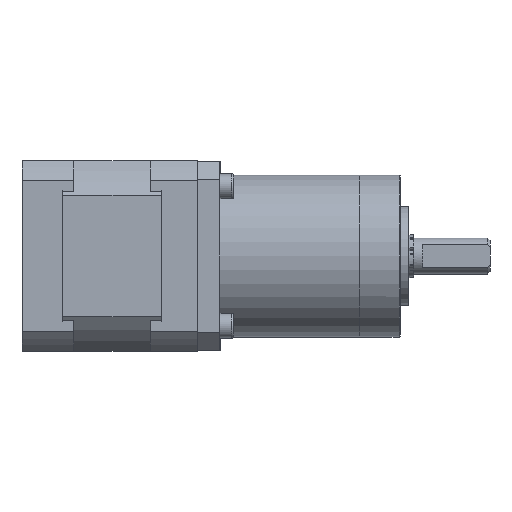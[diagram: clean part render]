
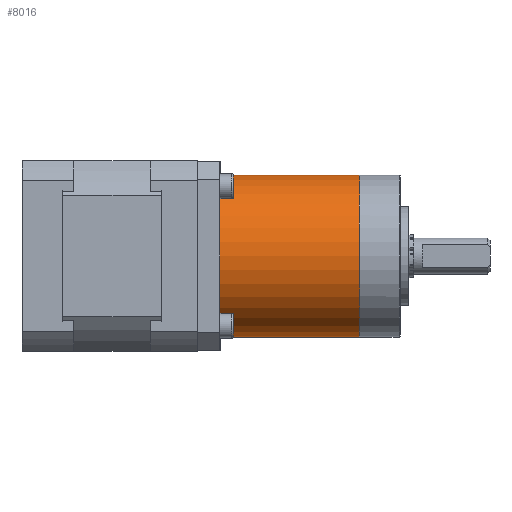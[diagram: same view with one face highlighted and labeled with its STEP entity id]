
A CAD part, left-side view. The second image highlights one B-rep face of the part: STEP entity #8016.
In plain terms, the highlighted cylindrical face has radius 18 mm (diameter 36 mm), a partial arc.
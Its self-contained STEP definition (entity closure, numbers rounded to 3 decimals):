
#406 = DIRECTION ( 'NONE',  ( 0., 0., 1. ) ) ;
#629 = DIRECTION ( 'NONE',  ( -1., 0., 0. ) ) ;
#828 = DIRECTION ( 'NONE',  ( 0., 0., 1. ) ) ;
#991 = CARTESIAN_POINT ( 'NONE',  ( 18., 0., 0. ) ) ;
#1230 = EDGE_CURVE ( 'NONE', #21949, #14986, #19273, .T. ) ;
#2434 = DIRECTION ( 'NONE',  ( 0., 0., -1. ) ) ;
#2516 = CARTESIAN_POINT ( 'NONE',  ( -18., 0., 0. ) ) ;
#2708 = VECTOR ( 'NONE', #16696, 1000. ) ;
#2857 = ORIENTED_EDGE ( 'NONE', *, *, #7374, .T. ) ;
#3006 = LINE ( 'NONE', #15035, #2708 ) ;
#3017 = DIRECTION ( 'NONE',  ( 1., 0., 0. ) ) ;
#3388 = DIRECTION ( 'NONE',  ( 0., 0., -1. ) ) ;
#3775 = CARTESIAN_POINT ( 'NONE',  ( -18., 0., 31. ) ) ;
#4224 = EDGE_CURVE ( 'NONE', #14986, #15989, #3006, .T. ) ;
#5300 = CARTESIAN_POINT ( 'NONE',  ( 18., 0., 31. ) ) ;
#6964 = CARTESIAN_POINT ( 'NONE',  ( 18., 0., 31. ) ) ;
#7374 = EDGE_CURVE ( 'NONE', #21949, #12013, #24771, .T. ) ;
#8016 = ADVANCED_FACE ( 'NONE', ( #21799 ), #14479, .T. ) ;
#9209 = ORIENTED_EDGE ( 'NONE', *, *, #4224, .F. ) ;
#10528 = AXIS2_PLACEMENT_3D ( 'NONE', #22296, #2434, #629 ) ;
#10581 = CARTESIAN_POINT ( 'NONE',  ( 0., 0., 0. ) ) ;
#11752 = ORIENTED_EDGE ( 'NONE', *, *, #20157, .T. ) ;
#11825 = CARTESIAN_POINT ( 'NONE',  ( 0., 0., 31. ) ) ;
#11966 = AXIS2_PLACEMENT_3D ( 'NONE', #11825, #406, #19872 ) ;
#12013 = VERTEX_POINT ( 'NONE', #991 ) ;
#12431 = CIRCLE ( 'NONE', #20592, 18. ) ;
#14479 = CYLINDRICAL_SURFACE ( 'NONE', #10528, 18. ) ;
#14986 = VERTEX_POINT ( 'NONE', #3775 ) ;
#15035 = CARTESIAN_POINT ( 'NONE',  ( -18., 0., 31. ) ) ;
#15989 = VERTEX_POINT ( 'NONE', #2516 ) ;
#16696 = DIRECTION ( 'NONE',  ( 0., 0., -1. ) ) ;
#17079 = VECTOR ( 'NONE', #3388, 1000. ) ;
#19273 = CIRCLE ( 'NONE', #11966, 18. ) ;
#19872 = DIRECTION ( 'NONE',  ( 1., 0., 0. ) ) ;
#20157 = EDGE_CURVE ( 'NONE', #12013, #15989, #12431, .T. ) ;
#20592 = AXIS2_PLACEMENT_3D ( 'NONE', #10581, #828, #3017 ) ;
#21799 = FACE_OUTER_BOUND ( 'NONE', #24666, .T. ) ;
#21949 = VERTEX_POINT ( 'NONE', #6964 ) ;
#22296 = CARTESIAN_POINT ( 'NONE',  ( 0., 0., 31. ) ) ;
#24666 = EDGE_LOOP ( 'NONE', ( #24715, #2857, #11752, #9209 ) ) ;
#24715 = ORIENTED_EDGE ( 'NONE', *, *, #1230, .F. ) ;
#24771 = LINE ( 'NONE', #5300, #17079 ) ;
